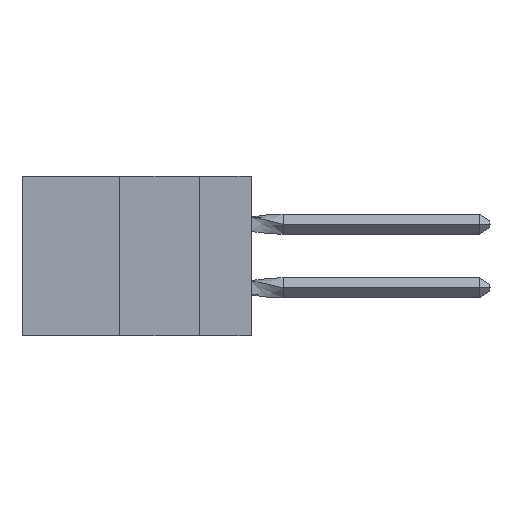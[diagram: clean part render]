
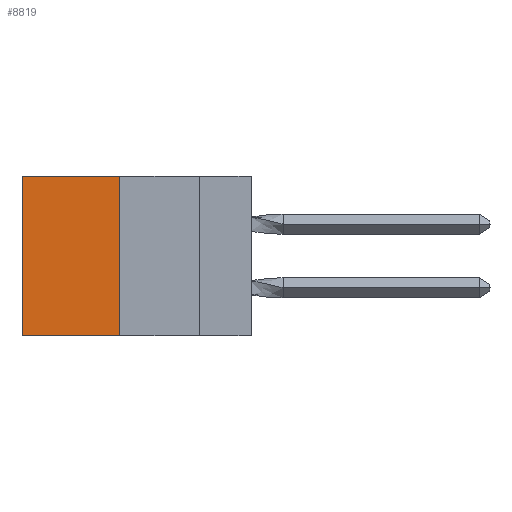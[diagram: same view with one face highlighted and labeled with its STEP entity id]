
A CAD part, left-side view. The second image highlights one B-rep face of the part: STEP entity #8819.
In plain terms, the highlighted planar face has unit normal (-1, 0, 0).
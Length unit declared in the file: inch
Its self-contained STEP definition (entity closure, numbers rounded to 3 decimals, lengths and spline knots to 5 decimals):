
#2129 = CARTESIAN_POINT ( 'NONE',  ( 0.305, 0.413, 0. ) ) ;
#3128 = DIRECTION ( 'NONE',  ( 0., 0., -1. ) ) ;
#3966 = DIRECTION ( 'NONE',  ( 0., 0., -1. ) ) ;
#4488 = VERTEX_POINT ( 'NONE', #38964 ) ;
#5437 = VECTOR ( 'NONE', #21455, 39.37008 ) ;
#6427 = VECTOR ( 'NONE', #3966, 39.37008 ) ;
#7898 = VECTOR ( 'NONE', #20924, 39.37008 ) ;
#8062 = CARTESIAN_POINT ( 'NONE',  ( 0.305, 0.413, -0.5 ) ) ;
#8819 = ADVANCED_FACE ( 'NONE', ( #36941 ), #21672, .F. ) ;
#9275 = VERTEX_POINT ( 'NONE', #36269 ) ;
#9484 = DIRECTION ( 'NONE',  ( 1., 0., 0. ) ) ;
#10019 = ORIENTED_EDGE ( 'NONE', *, *, #35795, .T. ) ;
#12587 = CARTESIAN_POINT ( 'NONE',  ( 0.305, 0.413, -0.5 ) ) ;
#18055 = VECTOR ( 'NONE', #38777, 39.37008 ) ;
#20924 = DIRECTION ( 'NONE',  ( 0., 1., 0. ) ) ;
#21455 = DIRECTION ( 'NONE',  ( 0., 0., -1. ) ) ;
#21672 = PLANE ( 'NONE',  #34060 ) ;
#22647 = EDGE_CURVE ( 'NONE', #4488, #9275, #31684, .T. ) ;
#24976 = CARTESIAN_POINT ( 'NONE',  ( 0.305, 0.72, 0. ) ) ;
#26037 = CARTESIAN_POINT ( 'NONE',  ( 0.305, 0.72, -0.5 ) ) ;
#29150 = CARTESIAN_POINT ( 'NONE',  ( 0.305, 0.413, 0. ) ) ;
#29570 = EDGE_CURVE ( 'NONE', #34827, #9275, #29689, .T. ) ;
#29689 = LINE ( 'NONE', #26037, #6427 ) ;
#29809 = ORIENTED_EDGE ( 'NONE', *, *, #36351, .F. ) ;
#30368 = VERTEX_POINT ( 'NONE', #2129 ) ;
#31684 = LINE ( 'NONE', #8062, #7898 ) ;
#32802 = EDGE_LOOP ( 'NONE', ( #34712, #36099, #29809, #10019 ) ) ;
#34060 = AXIS2_PLACEMENT_3D ( 'NONE', #12587, #9484, #3128 ) ;
#34712 = ORIENTED_EDGE ( 'NONE', *, *, #29570, .T. ) ;
#34827 = VERTEX_POINT ( 'NONE', #24976 ) ;
#35795 = EDGE_CURVE ( 'NONE', #30368, #34827, #38906, .T. ) ;
#36099 = ORIENTED_EDGE ( 'NONE', *, *, #22647, .F. ) ;
#36269 = CARTESIAN_POINT ( 'NONE',  ( 0.305, 0.72, -0.5 ) ) ;
#36351 = EDGE_CURVE ( 'NONE', #30368, #4488, #38447, .T. ) ;
#36941 = FACE_OUTER_BOUND ( 'NONE', #32802, .T. ) ;
#38447 = LINE ( 'NONE', #39365, #5437 ) ;
#38777 = DIRECTION ( 'NONE',  ( 0., 1., 0. ) ) ;
#38906 = LINE ( 'NONE', #29150, #18055 ) ;
#38964 = CARTESIAN_POINT ( 'NONE',  ( 0.305, 0.413, -0.5 ) ) ;
#39365 = CARTESIAN_POINT ( 'NONE',  ( 0.305, 0.413, -0.5 ) ) ;
